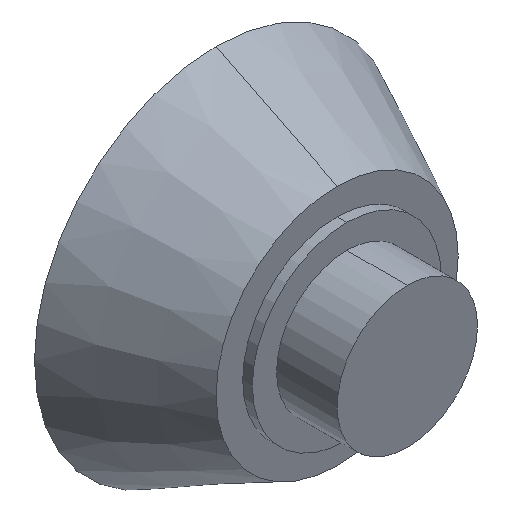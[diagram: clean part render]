
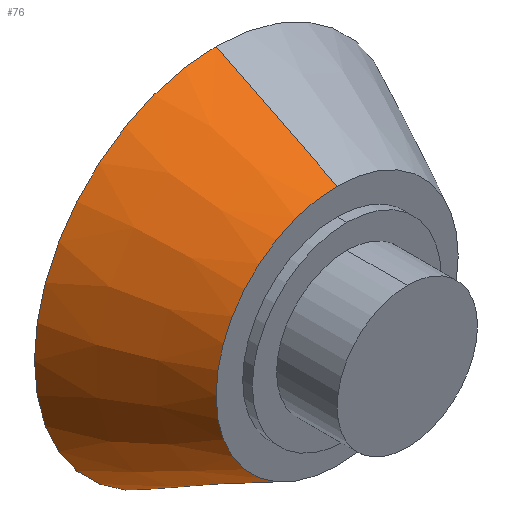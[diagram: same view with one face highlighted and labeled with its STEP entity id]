
A CAD part, isometric view. The second image highlights one B-rep face of the part: STEP entity #76.
In plain terms, the highlighted conical face has half-angle 26.565 degrees and reference radius 5 mm.
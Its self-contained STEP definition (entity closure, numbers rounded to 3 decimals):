
#2 = CONICAL_SURFACE ( 'NONE', #36, 5., 0.464 ) ;
#14 = DIRECTION ( 'NONE',  ( 0., 0., 1. ) ) ;
#19 = DIRECTION ( 'NONE',  ( 0., 1., 0. ) ) ;
#35 = ORIENTED_EDGE ( 'NONE', *, *, #310, .F. ) ;
#36 = AXIS2_PLACEMENT_3D ( 'NONE', #194, #244, #14 ) ;
#45 = DIRECTION ( 'NONE',  ( 0., 1., 0. ) ) ;
#49 = CIRCLE ( 'NONE', #97, 5. ) ;
#65 = AXIS2_PLACEMENT_3D ( 'NONE', #274, #19, #125 ) ;
#76 = ADVANCED_FACE ( 'NONE', ( #240 ), #2, .T. ) ;
#96 = VERTEX_POINT ( 'NONE', #300 ) ;
#97 = AXIS2_PLACEMENT_3D ( 'NONE', #227, #45, #202 ) ;
#103 = LINE ( 'NONE', #203, #155 ) ;
#120 = VECTOR ( 'NONE', #258, 1000. ) ;
#125 = DIRECTION ( 'NONE',  ( 0., 0., 1. ) ) ;
#129 = CARTESIAN_POINT ( 'NONE',  ( 0., 2.9, -5. ) ) ;
#132 = EDGE_CURVE ( 'NONE', #242, #307, #49, .T. ) ;
#133 = CARTESIAN_POINT ( 'NONE',  ( 0., 7.9, -7.5 ) ) ;
#155 = VECTOR ( 'NONE', #175, 1000. ) ;
#158 = ORIENTED_EDGE ( 'NONE', *, *, #223, .F. ) ;
#159 = CARTESIAN_POINT ( 'NONE',  ( 0., 2.9, 5. ) ) ;
#164 = EDGE_LOOP ( 'NONE', ( #35, #183, #312, #158 ) ) ;
#175 = DIRECTION ( 'NONE',  ( 0., 0.894, 0.447 ) ) ;
#183 = ORIENTED_EDGE ( 'NONE', *, *, #132, .T. ) ;
#191 = EDGE_CURVE ( 'NONE', #307, #96, #103, .T. ) ;
#194 = CARTESIAN_POINT ( 'NONE',  ( 0., 2.9, 0. ) ) ;
#202 = DIRECTION ( 'NONE',  ( 0., 0., 1. ) ) ;
#203 = CARTESIAN_POINT ( 'NONE',  ( 0., 2.9, 5. ) ) ;
#223 = EDGE_CURVE ( 'NONE', #238, #96, #234, .T. ) ;
#227 = CARTESIAN_POINT ( 'NONE',  ( 0., 2.9, 0. ) ) ;
#233 = LINE ( 'NONE', #291, #120 ) ;
#234 = CIRCLE ( 'NONE', #65, 7.5 ) ;
#238 = VERTEX_POINT ( 'NONE', #133 ) ;
#240 = FACE_OUTER_BOUND ( 'NONE', #164, .T. ) ;
#242 = VERTEX_POINT ( 'NONE', #129 ) ;
#244 = DIRECTION ( 'NONE',  ( 0., 1., 0. ) ) ;
#258 = DIRECTION ( 'NONE',  ( 0., 0.894, -0.447 ) ) ;
#274 = CARTESIAN_POINT ( 'NONE',  ( 0., 7.9, 0. ) ) ;
#291 = CARTESIAN_POINT ( 'NONE',  ( 0., 2.9, -5. ) ) ;
#300 = CARTESIAN_POINT ( 'NONE',  ( 0., 7.9, 7.5 ) ) ;
#307 = VERTEX_POINT ( 'NONE', #159 ) ;
#310 = EDGE_CURVE ( 'NONE', #242, #238, #233, .T. ) ;
#312 = ORIENTED_EDGE ( 'NONE', *, *, #191, .T. ) ;
